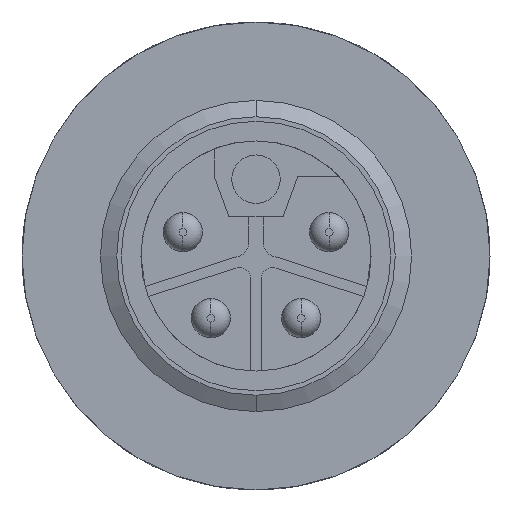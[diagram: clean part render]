
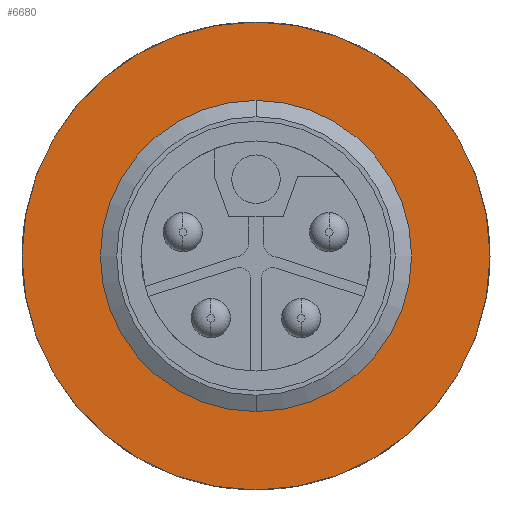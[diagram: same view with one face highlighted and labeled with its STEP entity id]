
A CAD part, front view. The second image highlights one B-rep face of the part: STEP entity #6680.
In plain terms, the highlighted planar face has unit normal (0, -1, 0).
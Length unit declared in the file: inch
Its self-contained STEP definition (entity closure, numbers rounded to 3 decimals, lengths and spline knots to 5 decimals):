
#825 = AXIS2_PLACEMENT_3D ( 'NONE', #4418, #4152, #16205 ) ;
#1021 = EDGE_CURVE ( 'NONE', #1346, #13680, #9127, .T. ) ;
#1346 = VERTEX_POINT ( 'NONE', #16236 ) ;
#1637 = AXIS2_PLACEMENT_3D ( 'NONE', #9052, #14248, #2291 ) ;
#2291 = DIRECTION ( 'NONE',  ( 0., 0., 1. ) ) ;
#2391 = AXIS2_PLACEMENT_3D ( 'NONE', #7860, #12204, #6816 ) ;
#2528 = VERTEX_POINT ( 'NONE', #14083 ) ;
#2991 = DIRECTION ( 'NONE',  ( 0., 0., 1. ) ) ;
#3027 = EDGE_LOOP ( 'NONE', ( #10885, #5983 ) ) ;
#3846 = CARTESIAN_POINT ( 'NONE',  ( 0., 0.3937, 0.35236 ) ) ;
#4152 = DIRECTION ( 'NONE',  ( 0., 1., 0. ) ) ;
#4296 = DIRECTION ( 'NONE',  ( 0., 1., 0. ) ) ;
#4360 = EDGE_CURVE ( 'NONE', #13636, #2528, #12116, .T. ) ;
#4418 = CARTESIAN_POINT ( 'NONE',  ( 0., 0.3937, 0. ) ) ;
#4639 = AXIS2_PLACEMENT_3D ( 'NONE', #14859, #4296, #2991 ) ;
#5983 = ORIENTED_EDGE ( 'NONE', *, *, #17121, .T. ) ;
#6215 = CARTESIAN_POINT ( 'NONE',  ( 0., 0.3937, 0.23425 ) ) ;
#6219 = ORIENTED_EDGE ( 'NONE', *, *, #9837, .F. ) ;
#6274 = DIRECTION ( 'NONE',  ( 0., 0., -1. ) ) ;
#6331 = AXIS2_PLACEMENT_3D ( 'NONE', #3846, #6446, #6274 ) ;
#6446 = DIRECTION ( 'NONE',  ( 0., -1., 0. ) ) ;
#6680 = ADVANCED_FACE ( 'NONE', ( #17016, #8967 ), #11492, .T. ) ;
#6816 = DIRECTION ( 'NONE',  ( 0., 0., 1. ) ) ;
#7860 = CARTESIAN_POINT ( 'NONE',  ( 0., 0.3937, 0. ) ) ;
#8967 = FACE_OUTER_BOUND ( 'NONE', #12729, .T. ) ;
#9052 = CARTESIAN_POINT ( 'NONE',  ( 0., 0.3937, 0. ) ) ;
#9127 = CIRCLE ( 'NONE', #1637, 0.35236 ) ;
#9837 = EDGE_CURVE ( 'NONE', #13680, #1346, #9867, .T. ) ;
#9867 = CIRCLE ( 'NONE', #2391, 0.35236 ) ;
#10885 = ORIENTED_EDGE ( 'NONE', *, *, #4360, .T. ) ;
#11492 = PLANE ( 'NONE',  #6331 ) ;
#12116 = CIRCLE ( 'NONE', #4639, 0.23425 ) ;
#12204 = DIRECTION ( 'NONE',  ( 0., 1., 0. ) ) ;
#12729 = EDGE_LOOP ( 'NONE', ( #6219, #13082 ) ) ;
#13082 = ORIENTED_EDGE ( 'NONE', *, *, #1021, .F. ) ;
#13636 = VERTEX_POINT ( 'NONE', #6215 ) ;
#13680 = VERTEX_POINT ( 'NONE', #16540 ) ;
#14083 = CARTESIAN_POINT ( 'NONE',  ( 0., 0.3937, -0.23425 ) ) ;
#14248 = DIRECTION ( 'NONE',  ( 0., 1., 0. ) ) ;
#14859 = CARTESIAN_POINT ( 'NONE',  ( 0., 0.3937, 0. ) ) ;
#16205 = DIRECTION ( 'NONE',  ( 0., 0., 1. ) ) ;
#16236 = CARTESIAN_POINT ( 'NONE',  ( 0., 0.3937, -0.35236 ) ) ;
#16394 = CIRCLE ( 'NONE', #825, 0.23425 ) ;
#16540 = CARTESIAN_POINT ( 'NONE',  ( 0., 0.3937, 0.35236 ) ) ;
#17016 = FACE_BOUND ( 'NONE', #3027, .T. ) ;
#17121 = EDGE_CURVE ( 'NONE', #2528, #13636, #16394, .T. ) ;
